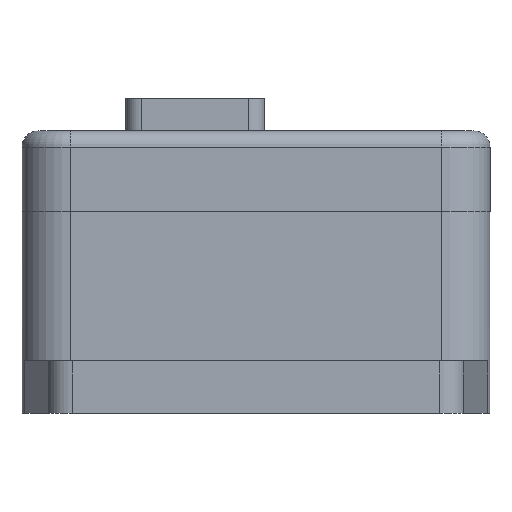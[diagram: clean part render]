
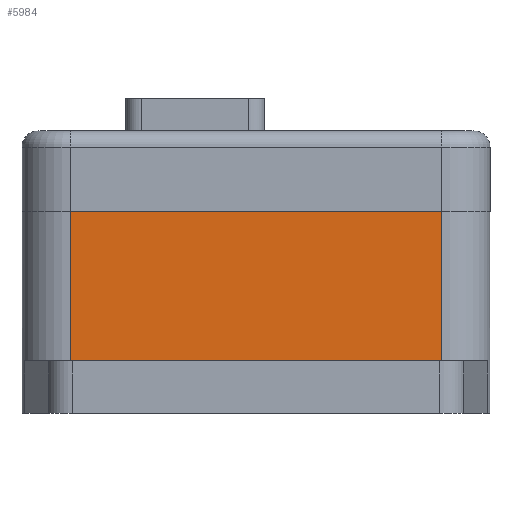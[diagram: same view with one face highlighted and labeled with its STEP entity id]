
A CAD part, left-side view. The second image highlights one B-rep face of the part: STEP entity #5984.
In plain terms, the highlighted planar face has unit normal (-1, 0, 0).
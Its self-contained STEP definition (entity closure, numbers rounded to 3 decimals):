
#482 = ORIENTED_EDGE ( 'NONE', *, *, #8677, .T. ) ;
#602 = CARTESIAN_POINT ( 'NONE',  ( -53.369, 47.919, 70.75 ) ) ;
#1282 = CARTESIAN_POINT ( 'NONE',  ( -53.369, 47.919, 70.75 ) ) ;
#1858 = AXIS2_PLACEMENT_3D ( 'NONE', #1282, #12586, #3430 ) ;
#2042 = LINE ( 'NONE', #602, #6888 ) ;
#2229 = EDGE_CURVE ( 'NONE', #8814, #7006, #6574, .T. ) ;
#2310 = LINE ( 'NONE', #6036, #12817 ) ;
#2432 = CARTESIAN_POINT ( 'NONE',  ( -53.369, 41.919, 70.75 ) ) ;
#3430 = DIRECTION ( 'NONE',  ( 0., 1., 0. ) ) ;
#3867 = ORIENTED_EDGE ( 'NONE', *, *, #2229, .T. ) ;
#3904 = CARTESIAN_POINT ( 'NONE',  ( -53.369, 41.919, 52.25 ) ) ;
#3935 = CARTESIAN_POINT ( 'NONE',  ( -53.369, -4.081, 70.75 ) ) ;
#3989 = DIRECTION ( 'NONE',  ( 0., -1., 0. ) ) ;
#4638 = VERTEX_POINT ( 'NONE', #2432 ) ;
#5984 = ADVANCED_FACE ( 'NONE', ( #13111 ), #9480, .F. ) ;
#6036 = CARTESIAN_POINT ( 'NONE',  ( -53.369, 47.919, 52.25 ) ) ;
#6125 = CARTESIAN_POINT ( 'NONE',  ( -53.369, -4.081, 52.25 ) ) ;
#6131 = LINE ( 'NONE', #10433, #12612 ) ;
#6574 = LINE ( 'NONE', #3935, #12391 ) ;
#6838 = ORIENTED_EDGE ( 'NONE', *, *, #9986, .T. ) ;
#6888 = VECTOR ( 'NONE', #8754, 1000. ) ;
#7006 = VERTEX_POINT ( 'NONE', #10960 ) ;
#7234 = ORIENTED_EDGE ( 'NONE', *, *, #13126, .F. ) ;
#8677 = EDGE_CURVE ( 'NONE', #11516, #8814, #2310, .T. ) ;
#8754 = DIRECTION ( 'NONE',  ( 0., -1., 0. ) ) ;
#8756 = EDGE_LOOP ( 'NONE', ( #6838, #482, #3867, #7234 ) ) ;
#8814 = VERTEX_POINT ( 'NONE', #6125 ) ;
#9480 = PLANE ( 'NONE',  #1858 ) ;
#9986 = EDGE_CURVE ( 'NONE', #4638, #11516, #6131, .T. ) ;
#10433 = CARTESIAN_POINT ( 'NONE',  ( -53.369, 41.919, 70.75 ) ) ;
#10960 = CARTESIAN_POINT ( 'NONE',  ( -53.369, -4.081, 70.75 ) ) ;
#11516 = VERTEX_POINT ( 'NONE', #3904 ) ;
#12391 = VECTOR ( 'NONE', #13142, 1000. ) ;
#12506 = DIRECTION ( 'NONE',  ( 0., 0., -1. ) ) ;
#12586 = DIRECTION ( 'NONE',  ( 1., 0., 0. ) ) ;
#12612 = VECTOR ( 'NONE', #12506, 1000. ) ;
#12817 = VECTOR ( 'NONE', #3989, 1000. ) ;
#13111 = FACE_OUTER_BOUND ( 'NONE', #8756, .T. ) ;
#13126 = EDGE_CURVE ( 'NONE', #4638, #7006, #2042, .T. ) ;
#13142 = DIRECTION ( 'NONE',  ( 0., 0., 1. ) ) ;
